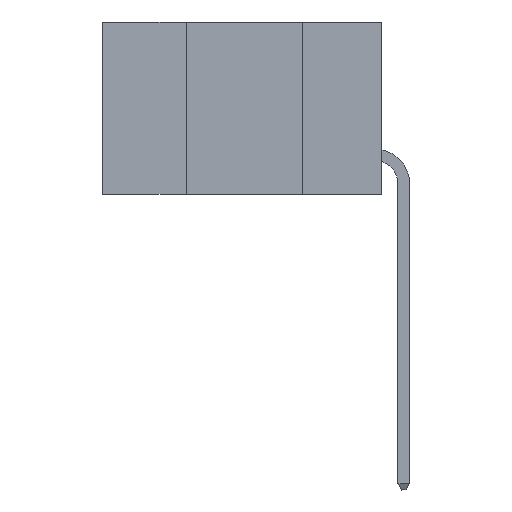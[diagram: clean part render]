
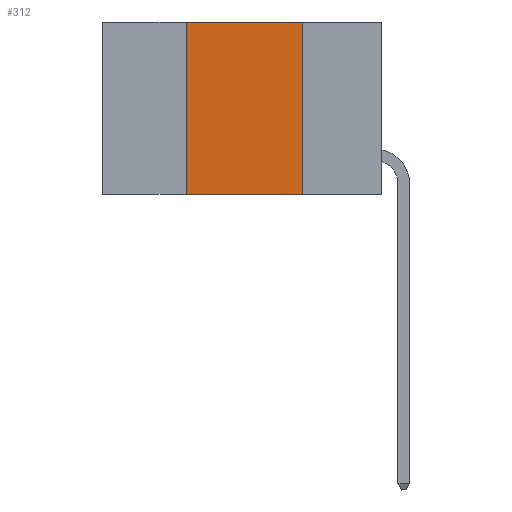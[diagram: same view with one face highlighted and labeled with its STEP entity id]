
A CAD part, left-side view. The second image highlights one B-rep face of the part: STEP entity #312.
In plain terms, the highlighted planar face has unit normal (-1, 0, 0).
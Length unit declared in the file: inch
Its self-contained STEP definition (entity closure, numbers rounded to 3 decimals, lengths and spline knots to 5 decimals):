
#129 = DIRECTION ( 'NONE',  ( 1., 0., 0. ) ) ;
#312 = ADVANCED_FACE ( 'NONE', ( #8585 ), #3612, .F. ) ;
#850 = CARTESIAN_POINT ( 'NONE',  ( 0., 0.42, -0.37 ) ) ;
#1190 = ORIENTED_EDGE ( 'NONE', *, *, #7268, .F. ) ;
#1276 = LINE ( 'NONE', #9650, #3335 ) ;
#1470 = CARTESIAN_POINT ( 'NONE',  ( 0., 0.42, 0. ) ) ;
#1950 = VERTEX_POINT ( 'NONE', #1470 ) ;
#2595 = DIRECTION ( 'NONE',  ( 0., -1., 0. ) ) ;
#2753 = ORIENTED_EDGE ( 'NONE', *, *, #7464, .F. ) ;
#3335 = VECTOR ( 'NONE', #5150, 39.37008 ) ;
#3413 = VECTOR ( 'NONE', #2595, 39.37008 ) ;
#3601 = VERTEX_POINT ( 'NONE', #850 ) ;
#3612 = PLANE ( 'NONE',  #6864 ) ;
#3737 = CARTESIAN_POINT ( 'NONE',  ( 0., 0.6, 0. ) ) ;
#3841 = VECTOR ( 'NONE', #9885, 39.37008 ) ;
#4574 = ORIENTED_EDGE ( 'NONE', *, *, #8968, .T. ) ;
#5150 = DIRECTION ( 'NONE',  ( 0., 0., 1. ) ) ;
#5960 = EDGE_CURVE ( 'NONE', #3601, #1950, #1276, .T. ) ;
#6136 = CARTESIAN_POINT ( 'NONE',  ( 0., 0.6, 0. ) ) ;
#6221 = DIRECTION ( 'NONE',  ( 0., 0., -1. ) ) ;
#6692 = VERTEX_POINT ( 'NONE', #8875 ) ;
#6864 = AXIS2_PLACEMENT_3D ( 'NONE', #6136, #129, #7922 ) ;
#7268 = EDGE_CURVE ( 'NONE', #6692, #8243, #9754, .T. ) ;
#7464 = EDGE_CURVE ( 'NONE', #1950, #6692, #8343, .T. ) ;
#7540 = CARTESIAN_POINT ( 'NONE',  ( 0., 0.17, -0.37 ) ) ;
#7922 = DIRECTION ( 'NONE',  ( 0., 0., -1. ) ) ;
#8072 = VECTOR ( 'NONE', #6221, 39.37008 ) ;
#8243 = VERTEX_POINT ( 'NONE', #7540 ) ;
#8343 = LINE ( 'NONE', #3737, #3841 ) ;
#8490 = EDGE_LOOP ( 'NONE', ( #1190, #2753, #10385, #4574 ) ) ;
#8585 = FACE_OUTER_BOUND ( 'NONE', #8490, .T. ) ;
#8729 = CARTESIAN_POINT ( 'NONE',  ( 0., 0.17, 0. ) ) ;
#8875 = CARTESIAN_POINT ( 'NONE',  ( 0., 0.17, 0. ) ) ;
#8968 = EDGE_CURVE ( 'NONE', #3601, #8243, #10281, .T. ) ;
#9572 = CARTESIAN_POINT ( 'NONE',  ( 0., 0.6, -0.37 ) ) ;
#9650 = CARTESIAN_POINT ( 'NONE',  ( 0., 0.42, 0. ) ) ;
#9754 = LINE ( 'NONE', #8729, #8072 ) ;
#9885 = DIRECTION ( 'NONE',  ( 0., -1., 0. ) ) ;
#10281 = LINE ( 'NONE', #9572, #3413 ) ;
#10385 = ORIENTED_EDGE ( 'NONE', *, *, #5960, .F. ) ;
